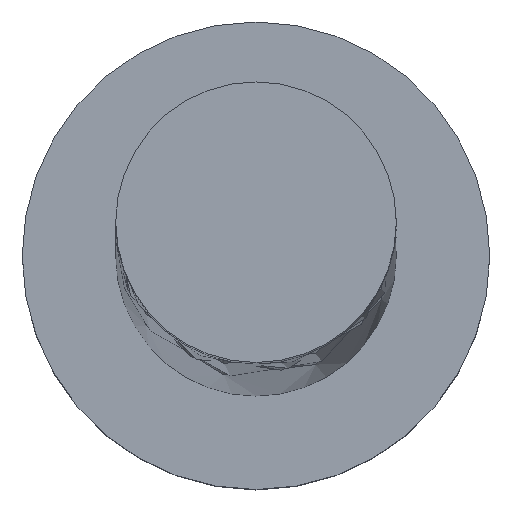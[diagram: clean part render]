
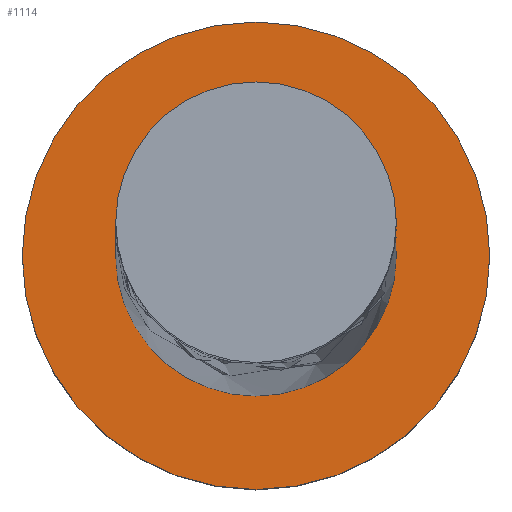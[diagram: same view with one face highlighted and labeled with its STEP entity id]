
A CAD part, top view. The second image highlights one B-rep face of the part: STEP entity #1114.
In plain terms, the highlighted planar face has unit normal (0, 0, 1).
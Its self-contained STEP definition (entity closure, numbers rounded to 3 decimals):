
#3 = ORIENTED_EDGE ( 'NONE', *, *, #30, .F. ) ;
#19 = CARTESIAN_POINT ( 'NONE',  ( 0., 0., 1.5 ) ) ;
#30 = EDGE_CURVE ( 'NONE', #597, #661, #850, .T. ) ;
#48 = CARTESIAN_POINT ( 'NONE',  ( -1.5, 0., 1.5 ) ) ;
#115 = CARTESIAN_POINT ( 'NONE',  ( 0., 0., 1.5 ) ) ;
#150 = DIRECTION ( 'NONE',  ( 0., 0., 1. ) ) ;
#174 = CARTESIAN_POINT ( 'NONE',  ( 0., 0., 1.5 ) ) ;
#187 = AXIS2_PLACEMENT_3D ( 'NONE', #766, #1341, #1215 ) ;
#188 = DIRECTION ( 'NONE',  ( 0., 0., 1. ) ) ;
#290 = DIRECTION ( 'NONE',  ( 1., 0., 0. ) ) ;
#459 = EDGE_CURVE ( 'NONE', #1115, #1272, #981, .T. ) ;
#482 = ORIENTED_EDGE ( 'NONE', *, *, #1441, .F. ) ;
#516 = PLANE ( 'NONE',  #815 ) ;
#566 = DIRECTION ( 'NONE',  ( 1., 0., 0. ) ) ;
#597 = VERTEX_POINT ( 'NONE', #967 ) ;
#661 = VERTEX_POINT ( 'NONE', #1425 ) ;
#744 = AXIS2_PLACEMENT_3D ( 'NONE', #19, #150, #1148 ) ;
#766 = CARTESIAN_POINT ( 'NONE',  ( 0., 0., 1.5 ) ) ;
#770 = EDGE_LOOP ( 'NONE', ( #1218, #1168 ) ) ;
#794 = EDGE_LOOP ( 'NONE', ( #3, #482 ) ) ;
#815 = AXIS2_PLACEMENT_3D ( 'NONE', #174, #188, #290 ) ;
#850 = CIRCLE ( 'NONE', #1131, 0.9 ) ;
#890 = EDGE_CURVE ( 'NONE', #1272, #1115, #1122, .T. ) ;
#891 = CARTESIAN_POINT ( 'NONE',  ( 1.5, 0., 1.5 ) ) ;
#945 = DIRECTION ( 'NONE',  ( 0., 0., 1. ) ) ;
#956 = FACE_OUTER_BOUND ( 'NONE', #770, .T. ) ;
#967 = CARTESIAN_POINT ( 'NONE',  ( -0.9, 0., 1.5 ) ) ;
#981 = CIRCLE ( 'NONE', #1052, 1.5 ) ;
#1052 = AXIS2_PLACEMENT_3D ( 'NONE', #1172, #945, #1404 ) ;
#1105 = DIRECTION ( 'NONE',  ( 0., 0., 1. ) ) ;
#1114 = ADVANCED_FACE ( 'NONE', ( #1164, #956 ), #516, .T. ) ;
#1115 = VERTEX_POINT ( 'NONE', #48 ) ;
#1122 = CIRCLE ( 'NONE', #187, 1.5 ) ;
#1131 = AXIS2_PLACEMENT_3D ( 'NONE', #115, #1105, #566 ) ;
#1148 = DIRECTION ( 'NONE',  ( 1., 0., 0. ) ) ;
#1164 = FACE_BOUND ( 'NONE', #794, .T. ) ;
#1168 = ORIENTED_EDGE ( 'NONE', *, *, #890, .T. ) ;
#1172 = CARTESIAN_POINT ( 'NONE',  ( 0., 0., 1.5 ) ) ;
#1215 = DIRECTION ( 'NONE',  ( 1., 0., 0. ) ) ;
#1218 = ORIENTED_EDGE ( 'NONE', *, *, #459, .T. ) ;
#1272 = VERTEX_POINT ( 'NONE', #891 ) ;
#1341 = DIRECTION ( 'NONE',  ( 0., 0., 1. ) ) ;
#1381 = CIRCLE ( 'NONE', #744, 0.9 ) ;
#1404 = DIRECTION ( 'NONE',  ( 1., 0., 0. ) ) ;
#1425 = CARTESIAN_POINT ( 'NONE',  ( 0.9, 0., 1.5 ) ) ;
#1441 = EDGE_CURVE ( 'NONE', #661, #597, #1381, .T. ) ;
